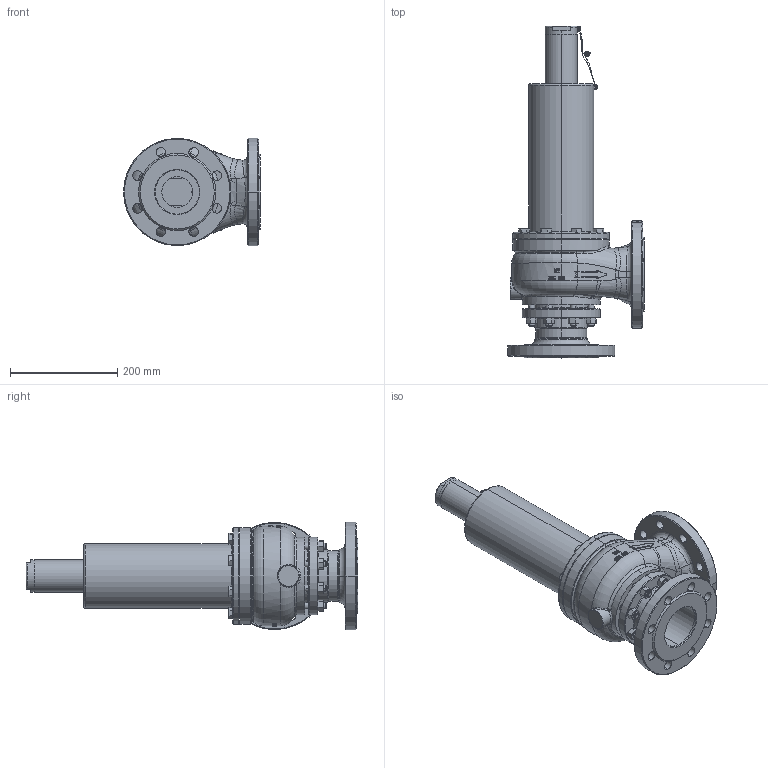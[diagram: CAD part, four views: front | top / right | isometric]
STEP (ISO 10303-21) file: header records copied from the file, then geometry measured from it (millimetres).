
FILE_DESCRIPTION (( 'STEP AP203' ), '1' );
FILE_NAME ('Typ 3 BG IV.STEP', '2017-12-15T09:27:16', ( '' ), ( '' ), 'SwSTEP 2.0', 'SolidWorks 2016', '' );
FILE_SCHEMA (( 'CONFIG_CONTROL_DESIGN' ));
Products named in the file (1): Typ 3 BG IV
Bounding box: 255 x 618.9 x 200 mm (x, y, z)
Volume: 2835442.6 mm3; surface area: 771942.8 mm2
Topology: 35 solids, 35 shells, 1913 faces, 4719 edges, 2868 vertices
Faces by surface type: cylinder 498, bspline 479, cone 382, plane 339, torus 207, sphere 8
Entity records: 90491 total; most frequent: CARTESIAN_POINT 49082, ORIENTED_EDGE 9370, DIRECTION 7643, EDGE_CURVE 4685, AXIS2_PLACEMENT_3D 3176, VERTEX_POINT 2868, EDGE_LOOP 2065, ADVANCED_FACE 1913
